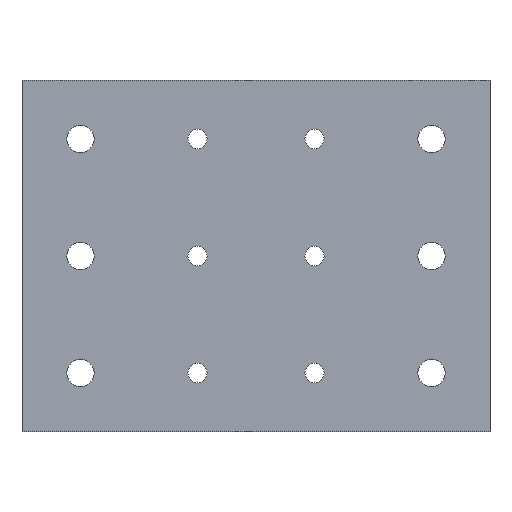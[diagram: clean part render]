
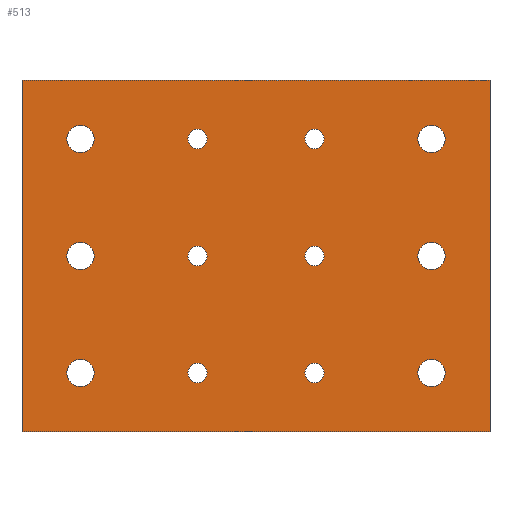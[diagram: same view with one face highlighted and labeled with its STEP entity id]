
A CAD part, front view. The second image highlights one B-rep face of the part: STEP entity #513.
In plain terms, the highlighted planar face has unit normal (0, -1, 0).
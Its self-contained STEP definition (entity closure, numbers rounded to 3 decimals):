
#20=LINE('',#759,#56);
#31=LINE('',#780,#67);
#36=LINE('',#810,#72);
#49=LINE('',#836,#85);
#56=VECTOR('',#626,90.);
#67=VECTOR('',#639,120.);
#72=VECTOR('',#672,90.);
#85=VECTOR('',#699,120.);
#99=PLANE('',#565);
#119=FACE_BOUND('',#206,.T.);
#120=FACE_BOUND('',#207,.T.);
#121=FACE_BOUND('',#208,.T.);
#122=FACE_BOUND('',#209,.T.);
#123=FACE_BOUND('',#210,.T.);
#124=FACE_BOUND('',#211,.T.);
#125=FACE_BOUND('',#212,.T.);
#126=FACE_BOUND('',#213,.T.);
#127=FACE_BOUND('',#214,.T.);
#128=FACE_BOUND('',#215,.T.);
#129=FACE_BOUND('',#216,.T.);
#130=FACE_BOUND('',#217,.T.);
#161=FACE_OUTER_BOUND('',#205,.T.);
#205=EDGE_LOOP('',(#451,#452,#453,#454));
#206=EDGE_LOOP('',(#455));
#207=EDGE_LOOP('',(#456));
#208=EDGE_LOOP('',(#457));
#209=EDGE_LOOP('',(#458));
#210=EDGE_LOOP('',(#459));
#211=EDGE_LOOP('',(#460));
#212=EDGE_LOOP('',(#461));
#213=EDGE_LOOP('',(#462));
#214=EDGE_LOOP('',(#463));
#215=EDGE_LOOP('',(#464));
#216=EDGE_LOOP('',(#465));
#217=EDGE_LOOP('',(#466));
#225=CIRCLE('',#518,2.459);
#227=CIRCLE('',#521,2.459);
#229=CIRCLE('',#524,3.5);
#231=CIRCLE('',#527,3.5);
#233=CIRCLE('',#530,2.459);
#235=CIRCLE('',#533,2.459);
#237=CIRCLE('',#536,3.5);
#239=CIRCLE('',#539,3.5);
#241=CIRCLE('',#545,3.5);
#243=CIRCLE('',#548,3.5);
#245=CIRCLE('',#551,2.459);
#247=CIRCLE('',#554,2.459);
#249=VERTEX_POINT('',#707);
#251=VERTEX_POINT('',#712);
#253=VERTEX_POINT('',#717);
#255=VERTEX_POINT('',#722);
#257=VERTEX_POINT('',#727);
#259=VERTEX_POINT('',#732);
#261=VERTEX_POINT('',#737);
#263=VERTEX_POINT('',#742);
#269=VERTEX_POINT('',#756);
#270=VERTEX_POINT('',#758);
#279=VERTEX_POINT('',#778);
#280=VERTEX_POINT('',#782);
#282=VERTEX_POINT('',#787);
#284=VERTEX_POINT('',#792);
#286=VERTEX_POINT('',#797);
#290=VERTEX_POINT('',#808);
#297=EDGE_CURVE('',#249,#249,#225,.T.);
#299=EDGE_CURVE('',#251,#251,#227,.T.);
#301=EDGE_CURVE('',#253,#253,#229,.T.);
#303=EDGE_CURVE('',#255,#255,#231,.T.);
#305=EDGE_CURVE('',#257,#257,#233,.T.);
#307=EDGE_CURVE('',#259,#259,#235,.T.);
#309=EDGE_CURVE('',#261,#261,#237,.T.);
#311=EDGE_CURVE('',#263,#263,#239,.T.);
#318=EDGE_CURVE('',#270,#269,#20,.T.);
#329=EDGE_CURVE('',#269,#279,#31,.T.);
#330=EDGE_CURVE('',#280,#280,#241,.T.);
#332=EDGE_CURVE('',#282,#282,#243,.T.);
#334=EDGE_CURVE('',#284,#284,#245,.T.);
#336=EDGE_CURVE('',#286,#286,#247,.T.);
#342=EDGE_CURVE('',#279,#290,#36,.T.);
#355=EDGE_CURVE('',#290,#270,#49,.T.);
#451=ORIENTED_EDGE('',*,*,#329,.T.);
#452=ORIENTED_EDGE('',*,*,#342,.T.);
#453=ORIENTED_EDGE('',*,*,#355,.T.);
#454=ORIENTED_EDGE('',*,*,#318,.T.);
#455=ORIENTED_EDGE('',*,*,#297,.T.);
#456=ORIENTED_EDGE('',*,*,#299,.T.);
#457=ORIENTED_EDGE('',*,*,#301,.T.);
#458=ORIENTED_EDGE('',*,*,#303,.T.);
#459=ORIENTED_EDGE('',*,*,#305,.T.);
#460=ORIENTED_EDGE('',*,*,#307,.T.);
#461=ORIENTED_EDGE('',*,*,#309,.T.);
#462=ORIENTED_EDGE('',*,*,#311,.T.);
#463=ORIENTED_EDGE('',*,*,#330,.T.);
#464=ORIENTED_EDGE('',*,*,#332,.T.);
#465=ORIENTED_EDGE('',*,*,#334,.T.);
#466=ORIENTED_EDGE('',*,*,#336,.T.);
#513=ADVANCED_FACE('',(#161,#119,#120,#121,#122,#123,#124,#125,#126,#127,
#128,#129,#130),#99,.T.);
#518=AXIS2_PLACEMENT_3D('',#708,#571,#572);
#521=AXIS2_PLACEMENT_3D('',#713,#577,#578);
#524=AXIS2_PLACEMENT_3D('',#718,#583,#584);
#527=AXIS2_PLACEMENT_3D('',#723,#589,#590);
#530=AXIS2_PLACEMENT_3D('',#728,#595,#596);
#533=AXIS2_PLACEMENT_3D('',#733,#601,#602);
#536=AXIS2_PLACEMENT_3D('',#738,#607,#608);
#539=AXIS2_PLACEMENT_3D('',#743,#613,#614);
#545=AXIS2_PLACEMENT_3D('',#783,#642,#643);
#548=AXIS2_PLACEMENT_3D('',#788,#648,#649);
#551=AXIS2_PLACEMENT_3D('',#793,#654,#655);
#554=AXIS2_PLACEMENT_3D('',#798,#660,#661);
#565=AXIS2_PLACEMENT_3D('',#838,#701,#702);
#571=DIRECTION('center_axis',(0.,1.,0.));
#572=DIRECTION('ref_axis',(1.,0.,0.));
#577=DIRECTION('center_axis',(0.,1.,0.));
#578=DIRECTION('ref_axis',(1.,0.,0.));
#583=DIRECTION('center_axis',(0.,1.,0.));
#584=DIRECTION('ref_axis',(1.,0.,0.));
#589=DIRECTION('center_axis',(0.,1.,0.));
#590=DIRECTION('ref_axis',(1.,0.,0.));
#595=DIRECTION('center_axis',(0.,1.,0.));
#596=DIRECTION('ref_axis',(1.,0.,0.));
#601=DIRECTION('center_axis',(0.,1.,0.));
#602=DIRECTION('ref_axis',(1.,0.,0.));
#607=DIRECTION('center_axis',(0.,1.,0.));
#608=DIRECTION('ref_axis',(1.,0.,0.));
#613=DIRECTION('center_axis',(0.,1.,0.));
#614=DIRECTION('ref_axis',(1.,0.,0.));
#626=DIRECTION('',(0.,0.,1.));
#639=DIRECTION('',(-1.,0.,0.));
#642=DIRECTION('center_axis',(0.,1.,0.));
#643=DIRECTION('ref_axis',(1.,0.,0.));
#648=DIRECTION('center_axis',(0.,1.,0.));
#649=DIRECTION('ref_axis',(1.,0.,0.));
#654=DIRECTION('center_axis',(0.,1.,0.));
#655=DIRECTION('ref_axis',(1.,0.,0.));
#660=DIRECTION('center_axis',(0.,1.,0.));
#661=DIRECTION('ref_axis',(1.,0.,0.));
#672=DIRECTION('',(0.,0.,-1.));
#699=DIRECTION('',(1.,0.,0.));
#701=DIRECTION('center_axis',(0.,-1.,0.));
#702=DIRECTION('ref_axis',(0.,0.,-1.));
#707=CARTESIAN_POINT('',(12.542,0.,-30.));
#708=CARTESIAN_POINT('Origin',(15.,0.,-30.));
#712=CARTESIAN_POINT('',(-17.459,0.,-30.));
#713=CARTESIAN_POINT('Origin',(-15.,0.,-30.));
#717=CARTESIAN_POINT('',(41.5,0.,-30.));
#718=CARTESIAN_POINT('Origin',(45.,0.,-30.));
#722=CARTESIAN_POINT('',(-48.5,0.,-30.));
#723=CARTESIAN_POINT('Origin',(-45.,0.,-30.));
#727=CARTESIAN_POINT('',(12.542,0.,0.));
#728=CARTESIAN_POINT('Origin',(15.,0.,0.));
#732=CARTESIAN_POINT('',(-17.459,0.,0.));
#733=CARTESIAN_POINT('Origin',(-15.,0.,0.));
#737=CARTESIAN_POINT('',(41.5,0.,0.));
#738=CARTESIAN_POINT('Origin',(45.,0.,0.));
#742=CARTESIAN_POINT('',(-48.5,0.,0.));
#743=CARTESIAN_POINT('Origin',(-45.,0.,0.));
#756=CARTESIAN_POINT('',(60.,0.,45.));
#758=CARTESIAN_POINT('',(60.,0.,-45.));
#759=CARTESIAN_POINT('',(60.,0.,-45.));
#778=CARTESIAN_POINT('',(-60.,0.,45.));
#780=CARTESIAN_POINT('',(60.,0.,45.));
#782=CARTESIAN_POINT('',(-48.5,0.,30.));
#783=CARTESIAN_POINT('Origin',(-45.,0.,30.));
#787=CARTESIAN_POINT('',(41.5,0.,30.));
#788=CARTESIAN_POINT('Origin',(45.,0.,30.));
#792=CARTESIAN_POINT('',(-17.459,0.,30.));
#793=CARTESIAN_POINT('Origin',(-15.,0.,30.));
#797=CARTESIAN_POINT('',(12.542,0.,30.));
#798=CARTESIAN_POINT('Origin',(15.,0.,30.));
#808=CARTESIAN_POINT('',(-60.,0.,-45.));
#810=CARTESIAN_POINT('',(-60.,0.,45.));
#836=CARTESIAN_POINT('',(-60.,0.,-45.));
#838=CARTESIAN_POINT('Origin',(0.,0.,0.));
